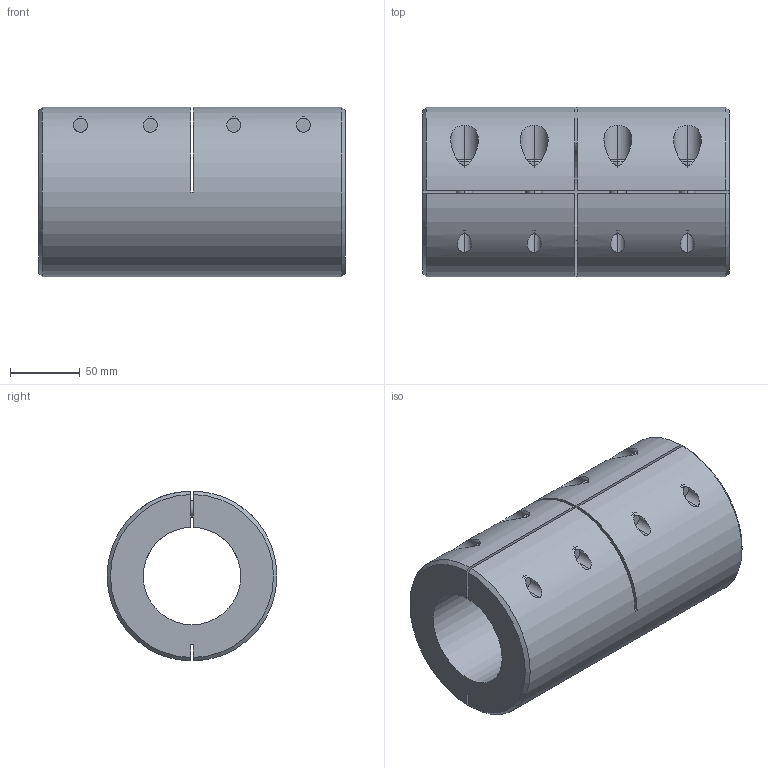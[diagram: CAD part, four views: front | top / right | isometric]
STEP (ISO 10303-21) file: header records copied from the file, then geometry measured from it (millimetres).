
FILE_DESCRIPTION (( 'STEP AP214' ), '1' );
FILE_NAME ('KSA-70.STEP', '2019-07-26T08:37:59', ( '' ), ( '' ), 'SwSTEP 2.0', 'SolidWorks 2019', '' );
FILE_SCHEMA (( 'AUTOMOTIVE_DESIGN' ));
Length unit declared in the file: millimetre
Products named in the file (1): KSA-70
Bounding box: 220 x 122 x 121.98 mm (x, y, z)
Volume: 1676305.7 mm3; surface area: 190878.1 mm2
Topology: 5 solids, 5 shells, 159 faces, 367 edges, 222 vertices
Faces by surface type: plane 78, cylinder 45, cone 20, torus 16
Entity records: 6994 total; most frequent: CARTESIAN_POINT 1505, DIRECTION 805, ORIENTED_EDGE 718, EDGE_CURVE 359, AXIS2_PLACEMENT_3D 310, VERTEX_POINT 222, EDGE_LOOP 187, LINE 185
